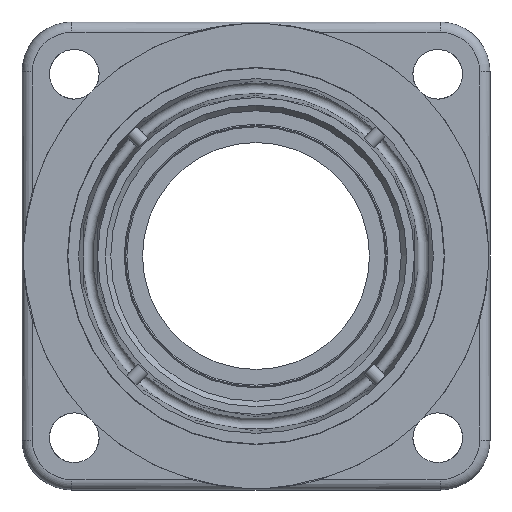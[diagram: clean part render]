
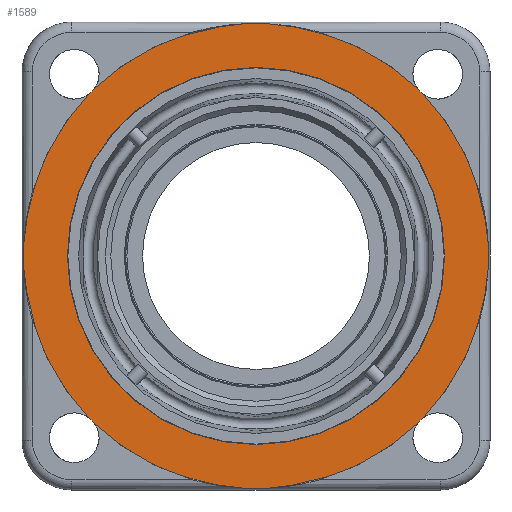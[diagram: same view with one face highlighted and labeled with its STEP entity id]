
A CAD part, left-side view. The second image highlights one B-rep face of the part: STEP entity #1589.
In plain terms, the highlighted face is planar.
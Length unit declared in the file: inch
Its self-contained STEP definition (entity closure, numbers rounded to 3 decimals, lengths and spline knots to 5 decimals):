
#43=FACE_BOUND('',#180,.T.);
#58=PLANE('',#1726);
#92=FACE_OUTER_BOUND('',#179,.T.);
#179=EDGE_LOOP('',(#1066,#1067,#1068,#1069,#1070,#1071,#1072,#1073,#1074,
#1075,#1076,#1077,#1078,#1079,#1080,#1081));
#180=EDGE_LOOP('',(#1082,#1083));
#281=LINE('',#2594,#363);
#282=LINE('',#2596,#364);
#283=LINE('',#2598,#365);
#284=LINE('',#2600,#366);
#363=VECTOR('',#1992,0.3937);
#364=VECTOR('',#1995,0.3937);
#365=VECTOR('',#1998,0.3937);
#366=VECTOR('',#2001,0.3937);
#438=CIRCLE('',#1706,2.05);
#440=CIRCLE('',#1709,2.05);
#443=CIRCLE('',#1713,2.05);
#444=CIRCLE('',#1715,2.05);
#447=CIRCLE('',#1719,2.05);
#448=CIRCLE('',#1721,2.05);
#451=CIRCLE('',#1725,2.05);
#452=CIRCLE('',#1727,0.219);
#453=CIRCLE('',#1728,2.05);
#454=CIRCLE('',#1729,0.219);
#455=CIRCLE('',#1730,0.219);
#456=CIRCLE('',#1731,0.219);
#457=CIRCLE('',#1732,1.6625);
#458=CIRCLE('',#1733,1.6625);
#610=VERTEX_POINT('',#2478);
#612=VERTEX_POINT('',#2488);
#614=VERTEX_POINT('',#2494);
#616=VERTEX_POINT('',#2497);
#619=VERTEX_POINT('',#2511);
#621=VERTEX_POINT('',#2522);
#622=VERTEX_POINT('',#2526);
#624=VERTEX_POINT('',#2536);
#627=VERTEX_POINT('',#2543);
#629=VERTEX_POINT('',#2547);
#630=VERTEX_POINT('',#2558);
#632=VERTEX_POINT('',#2561);
#635=VERTEX_POINT('',#2575);
#637=VERTEX_POINT('',#2586);
#638=VERTEX_POINT('',#2590);
#639=VERTEX_POINT('',#2592);
#640=VERTEX_POINT('',#2601);
#641=VERTEX_POINT('',#2602);
#785=EDGE_CURVE('',#612,#610,#438,.T.);
#789=EDGE_CURVE('',#616,#614,#440,.T.);
#795=EDGE_CURVE('',#619,#621,#443,.T.);
#797=EDGE_CURVE('',#624,#622,#444,.T.);
#803=EDGE_CURVE('',#627,#629,#447,.T.);
#805=EDGE_CURVE('',#632,#630,#448,.T.);
#811=EDGE_CURVE('',#635,#637,#451,.T.);
#812=EDGE_CURVE('',#638,#630,#452,.T.);
#813=EDGE_CURVE('',#638,#639,#453,.T.);
#814=EDGE_CURVE('',#635,#639,#281,.T.);
#815=EDGE_CURVE('',#627,#637,#454,.T.);
#816=EDGE_CURVE('',#619,#629,#282,.T.);
#817=EDGE_CURVE('',#612,#621,#455,.T.);
#818=EDGE_CURVE('',#616,#610,#283,.T.);
#819=EDGE_CURVE('',#624,#614,#456,.T.);
#820=EDGE_CURVE('',#632,#622,#284,.T.);
#821=EDGE_CURVE('',#640,#641,#457,.T.);
#822=EDGE_CURVE('',#641,#640,#458,.T.);
#1066=ORIENTED_EDGE('',*,*,#812,.F.);
#1067=ORIENTED_EDGE('',*,*,#813,.T.);
#1068=ORIENTED_EDGE('',*,*,#814,.F.);
#1069=ORIENTED_EDGE('',*,*,#811,.T.);
#1070=ORIENTED_EDGE('',*,*,#815,.F.);
#1071=ORIENTED_EDGE('',*,*,#803,.T.);
#1072=ORIENTED_EDGE('',*,*,#816,.F.);
#1073=ORIENTED_EDGE('',*,*,#795,.T.);
#1074=ORIENTED_EDGE('',*,*,#817,.F.);
#1075=ORIENTED_EDGE('',*,*,#785,.T.);
#1076=ORIENTED_EDGE('',*,*,#818,.F.);
#1077=ORIENTED_EDGE('',*,*,#789,.T.);
#1078=ORIENTED_EDGE('',*,*,#819,.F.);
#1079=ORIENTED_EDGE('',*,*,#797,.T.);
#1080=ORIENTED_EDGE('',*,*,#820,.F.);
#1081=ORIENTED_EDGE('',*,*,#805,.T.);
#1082=ORIENTED_EDGE('',*,*,#821,.F.);
#1083=ORIENTED_EDGE('',*,*,#822,.F.);
#1589=ADVANCED_FACE('',(#92,#43),#58,.F.);
#1706=AXIS2_PLACEMENT_3D('',#2489,#1939,#1940);
#1709=AXIS2_PLACEMENT_3D('',#2498,#1947,#1948);
#1713=AXIS2_PLACEMENT_3D('',#2524,#1956,#1957);
#1715=AXIS2_PLACEMENT_3D('',#2537,#1960,#1961);
#1719=AXIS2_PLACEMENT_3D('',#2556,#1970,#1971);
#1721=AXIS2_PLACEMENT_3D('',#2562,#1975,#1976);
#1725=AXIS2_PLACEMENT_3D('',#2588,#1984,#1985);
#1726=AXIS2_PLACEMENT_3D('',#2589,#1986,#1987);
#1727=AXIS2_PLACEMENT_3D('',#2591,#1988,#1989);
#1728=AXIS2_PLACEMENT_3D('',#2593,#1990,#1991);
#1729=AXIS2_PLACEMENT_3D('',#2595,#1993,#1994);
#1730=AXIS2_PLACEMENT_3D('',#2597,#1996,#1997);
#1731=AXIS2_PLACEMENT_3D('',#2599,#1999,#2000);
#1732=AXIS2_PLACEMENT_3D('',#2603,#2002,#2003);
#1733=AXIS2_PLACEMENT_3D('',#2604,#2004,#2005);
#1939=DIRECTION('center_axis',(0.,-1.,0.));
#1940=DIRECTION('ref_axis',(-1.,0.,0.));
#1947=DIRECTION('center_axis',(0.,-1.,0.));
#1948=DIRECTION('ref_axis',(-1.,0.,0.));
#1956=DIRECTION('center_axis',(0.,-1.,0.));
#1957=DIRECTION('ref_axis',(-1.,0.,0.));
#1960=DIRECTION('center_axis',(0.,-1.,0.));
#1961=DIRECTION('ref_axis',(-1.,0.,0.));
#1970=DIRECTION('center_axis',(0.,-1.,0.));
#1971=DIRECTION('ref_axis',(-1.,0.,0.));
#1975=DIRECTION('center_axis',(0.,-1.,0.));
#1976=DIRECTION('ref_axis',(-1.,0.,0.));
#1984=DIRECTION('center_axis',(0.,-1.,0.));
#1985=DIRECTION('ref_axis',(-1.,0.,0.));
#1986=DIRECTION('center_axis',(0.,1.,0.));
#1987=DIRECTION('ref_axis',(1.,0.,0.));
#1988=DIRECTION('center_axis',(0.,-1.,0.));
#1989=DIRECTION('ref_axis',(1.,0.,0.));
#1990=DIRECTION('center_axis',(0.,-1.,0.));
#1991=DIRECTION('ref_axis',(-1.,0.,0.));
#1992=DIRECTION('',(-1.,0.,0.));
#1993=DIRECTION('center_axis',(0.,-1.,0.));
#1994=DIRECTION('ref_axis',(1.,0.,0.));
#1995=DIRECTION('',(0.,0.,-1.));
#1996=DIRECTION('center_axis',(0.,-1.,0.));
#1997=DIRECTION('ref_axis',(1.,0.,0.));
#1998=DIRECTION('',(1.,0.,0.));
#1999=DIRECTION('center_axis',(0.,-1.,0.));
#2000=DIRECTION('ref_axis',(1.,0.,0.));
#2001=DIRECTION('',(0.,0.,1.));
#2002=DIRECTION('center_axis',(0.,-1.,0.));
#2003=DIRECTION('ref_axis',(-1.,0.,0.));
#2004=DIRECTION('center_axis',(0.,-1.,0.));
#2005=DIRECTION('ref_axis',(-1.,0.,0.));
#2478=CARTESIAN_POINT('',(0.10453,0.04,2.04733));
#2488=CARTESIAN_POINT('',(1.4231,0.04,1.47556));
#2489=CARTESIAN_POINT('Origin',(0.,0.04,
0.));
#2494=CARTESIAN_POINT('',(-1.4231,0.04,1.47556));
#2497=CARTESIAN_POINT('',(-0.10453,0.04,2.04733));
#2498=CARTESIAN_POINT('Origin',(0.,0.04,
0.));
#2511=CARTESIAN_POINT('',(2.04733,0.04,0.10453));
#2522=CARTESIAN_POINT('',(1.47556,0.04,1.4231));
#2524=CARTESIAN_POINT('Origin',(0.,0.04,
0.));
#2526=CARTESIAN_POINT('',(-2.04733,0.04,0.10453));
#2536=CARTESIAN_POINT('',(-1.47556,0.04,1.4231));
#2537=CARTESIAN_POINT('Origin',(0.,0.04,
0.));
#2543=CARTESIAN_POINT('',(1.47556,0.04,-1.4231));
#2547=CARTESIAN_POINT('',(2.04733,0.04,-0.10453));
#2556=CARTESIAN_POINT('Origin',(0.,0.04,
0.));
#2558=CARTESIAN_POINT('',(-1.47556,0.04,-1.4231));
#2561=CARTESIAN_POINT('',(-2.04733,0.04,-0.10453));
#2562=CARTESIAN_POINT('Origin',(0.,0.04,
0.));
#2575=CARTESIAN_POINT('',(0.10453,0.04,-2.04733));
#2586=CARTESIAN_POINT('',(1.4231,0.04,-1.47556));
#2588=CARTESIAN_POINT('Origin',(0.,0.04,
0.));
#2589=CARTESIAN_POINT('Origin',(0.,0.04,
-2.05));
#2590=CARTESIAN_POINT('',(-1.4231,0.04,-1.47556));
#2591=CARTESIAN_POINT('Origin',(-1.60195,0.04,-1.60195));
#2592=CARTESIAN_POINT('',(-0.10453,0.04,-2.04733));
#2593=CARTESIAN_POINT('Origin',(0.,0.04,
0.));
#2594=CARTESIAN_POINT('',(-1.03125,0.04,-2.04733));
#2595=CARTESIAN_POINT('Origin',(1.60195,0.04,-1.60195));
#2596=CARTESIAN_POINT('',(2.04733,0.04,-1.03125));
#2597=CARTESIAN_POINT('Origin',(1.60195,0.04,1.60195));
#2598=CARTESIAN_POINT('',(1.03125,0.04,2.04733));
#2599=CARTESIAN_POINT('Origin',(-1.60195,0.04,1.60195));
#2600=CARTESIAN_POINT('',(-2.04733,0.04,1.03125));
#2601=CARTESIAN_POINT('',(0.,0.04,-1.6625));
#2602=CARTESIAN_POINT('',(0.,0.04,1.6625));
#2603=CARTESIAN_POINT('Origin',(0.,0.04,
0.));
#2604=CARTESIAN_POINT('Origin',(0.,0.04,
0.));
